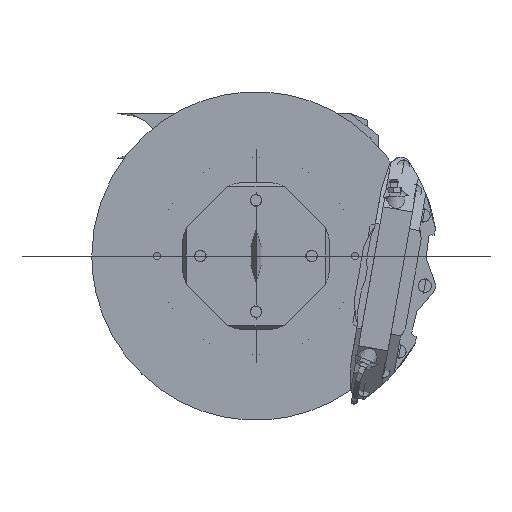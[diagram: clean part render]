
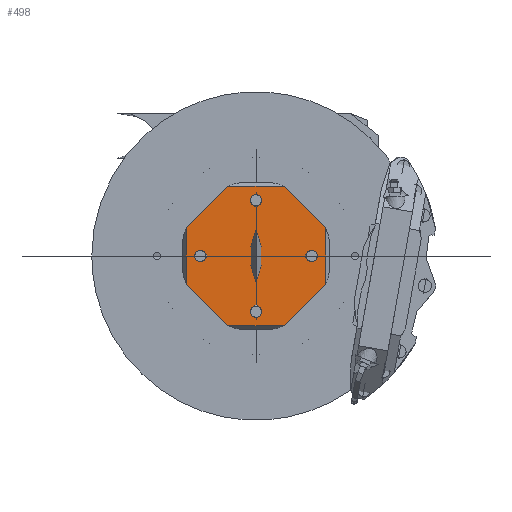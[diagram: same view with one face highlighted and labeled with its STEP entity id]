
A CAD part, front view. The second image highlights one B-rep face of the part: STEP entity #498.
In plain terms, the highlighted planar face has unit normal (0, -1, 0).
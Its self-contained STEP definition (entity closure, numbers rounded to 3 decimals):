
#498=ADVANCED_FACE('',(#1572,#1321),#15370,.T.);
#1321=FACE_BOUND('',#2561,.T.);
#1572=FACE_OUTER_BOUND('',#2560,.T.);
#2560=EDGE_LOOP('',(#4388,#4389,#4390,#4391,#4392,#4393,#4394,#4395));
#2561=EDGE_LOOP('',(#4396,#4397));
#4388=ORIENTED_EDGE('',*,*,#8750,.F.);
#4389=ORIENTED_EDGE('',*,*,#8679,.F.);
#4390=ORIENTED_EDGE('',*,*,#8752,.F.);
#4391=ORIENTED_EDGE('',*,*,#8756,.F.);
#4392=ORIENTED_EDGE('',*,*,#8754,.F.);
#4393=ORIENTED_EDGE('',*,*,#8696,.F.);
#4394=ORIENTED_EDGE('',*,*,#8755,.F.);
#4395=ORIENTED_EDGE('',*,*,#8662,.F.);
#4396=ORIENTED_EDGE('',*,*,#8834,.F.);
#4397=ORIENTED_EDGE('',*,*,#8652,.F.);
#8652=EDGE_CURVE('',#13353,#13466,#10888,.T.);
#8662=EDGE_CURVE('',#13357,#13355,#10896,.T.);
#8679=EDGE_CURVE('',#13369,#13371,#10907,.T.);
#8696=EDGE_CURVE('',#13383,#13385,#10917,.T.);
#8750=EDGE_CURVE('',#13371,#13357,#10951,.T.);
#8752=EDGE_CURVE('',#13421,#13369,#10953,.T.);
#8754=EDGE_CURVE('',#13385,#13420,#10955,.T.);
#8755=EDGE_CURVE('',#13355,#13383,#10956,.T.);
#8756=EDGE_CURVE('',#13420,#13421,#10957,.T.);
#8834=EDGE_CURVE('',#13466,#13353,#11025,.T.);
#10888=(
BOUNDED_CURVE()
B_SPLINE_CURVE(2,(#19696,#19697,#19698,#19699,#19700),.UNSPECIFIED.,.F.,
 .F.)
B_SPLINE_CURVE_WITH_KNOTS((3,2,3),(0.,46.338,92.677),
 .UNSPECIFIED.)
CURVE()
GEOMETRIC_REPRESENTATION_ITEM()
RATIONAL_B_SPLINE_CURVE((1.,0.707,1.,0.707,1.))
REPRESENTATION_ITEM('')
);
#10896=(
BOUNDED_CURVE()
B_SPLINE_CURVE(2,(#19738,#19739,#19740),.UNSPECIFIED.,.F.,.F.)
B_SPLINE_CURVE_WITH_KNOTS((3,3),(-715.93,-664.327),
 .UNSPECIFIED.)
CURVE()
GEOMETRIC_REPRESENTATION_ITEM()
RATIONAL_B_SPLINE_CURVE((1.,0.928,1.))
REPRESENTATION_ITEM('')
);
#10907=(
BOUNDED_CURVE()
B_SPLINE_CURVE(2,(#19803,#19804,#19805),.UNSPECIFIED.,.F.,.F.)
B_SPLINE_CURVE_WITH_KNOTS((3,3),(-715.93,-664.327),
 .UNSPECIFIED.)
CURVE()
GEOMETRIC_REPRESENTATION_ITEM()
RATIONAL_B_SPLINE_CURVE((1.,0.928,1.))
REPRESENTATION_ITEM('')
);
#10917=(
BOUNDED_CURVE()
B_SPLINE_CURVE(2,(#19868,#19869,#19870),.UNSPECIFIED.,.F.,.F.)
B_SPLINE_CURVE_WITH_KNOTS((3,3),(-715.93,-664.327),
 .UNSPECIFIED.)
CURVE()
GEOMETRIC_REPRESENTATION_ITEM()
RATIONAL_B_SPLINE_CURVE((1.,0.928,1.))
REPRESENTATION_ITEM('')
);
#10951=(
BOUNDED_CURVE()
B_SPLINE_CURVE(2,(#20168,#20169,#20170),.UNSPECIFIED.,.F.,.F.)
B_SPLINE_CURVE_WITH_KNOTS((3,3),(-342.067,-286.251),
 .UNSPECIFIED.)
CURVE()
GEOMETRIC_REPRESENTATION_ITEM()
RATIONAL_B_SPLINE_CURVE((1.,0.848,1.))
REPRESENTATION_ITEM('')
);
#10953=(
BOUNDED_CURVE()
B_SPLINE_CURVE(2,(#20173,#20174,#20175),.UNSPECIFIED.,.F.,.F.)
B_SPLINE_CURVE_WITH_KNOTS((3,3),(-449.487,-393.671),
 .UNSPECIFIED.)
CURVE()
GEOMETRIC_REPRESENTATION_ITEM()
RATIONAL_B_SPLINE_CURVE((1.,0.848,1.))
REPRESENTATION_ITEM('')
);
#10955=(
BOUNDED_CURVE()
B_SPLINE_CURVE(2,(#20178,#20179,#20180),.UNSPECIFIED.,.F.,.F.)
B_SPLINE_CURVE_WITH_KNOTS((3,3),(-556.907,-501.091),
 .UNSPECIFIED.)
CURVE()
GEOMETRIC_REPRESENTATION_ITEM()
RATIONAL_B_SPLINE_CURVE((1.,0.848,1.))
REPRESENTATION_ITEM('')
);
#10956=(
BOUNDED_CURVE()
B_SPLINE_CURVE(2,(#20181,#20182,#20183),.UNSPECIFIED.,.F.,.F.)
B_SPLINE_CURVE_WITH_KNOTS((3,3),(-664.327,-608.511),
 .UNSPECIFIED.)
CURVE()
GEOMETRIC_REPRESENTATION_ITEM()
RATIONAL_B_SPLINE_CURVE((1.,0.848,1.))
REPRESENTATION_ITEM('')
);
#10957=(
BOUNDED_CURVE()
B_SPLINE_CURVE(2,(#20184,#20185,#20186),.UNSPECIFIED.,.F.,.F.)
B_SPLINE_CURVE_WITH_KNOTS((3,3),(-715.93,-664.327),
 .UNSPECIFIED.)
CURVE()
GEOMETRIC_REPRESENTATION_ITEM()
RATIONAL_B_SPLINE_CURVE((1.,0.928,1.))
REPRESENTATION_ITEM('')
);
#11025=(
BOUNDED_CURVE()
B_SPLINE_CURVE(2,(#20478,#20479,#20480,#20481,#20482),.UNSPECIFIED.,.F.,
 .F.)
B_SPLINE_CURVE_WITH_KNOTS((3,2,3),(92.677,139.015,185.354),
 .UNSPECIFIED.)
CURVE()
GEOMETRIC_REPRESENTATION_ITEM()
RATIONAL_B_SPLINE_CURVE((1.,0.707,1.,0.707,1.))
REPRESENTATION_ITEM('')
);
#13353=VERTEX_POINT('',#19530);
#13355=VERTEX_POINT('',#19532);
#13357=VERTEX_POINT('',#19534);
#13369=VERTEX_POINT('',#19546);
#13371=VERTEX_POINT('',#19548);
#13383=VERTEX_POINT('',#19560);
#13385=VERTEX_POINT('',#19562);
#13420=VERTEX_POINT('',#19597);
#13421=VERTEX_POINT('',#19598);
#13466=VERTEX_POINT('',#19643);
#15370=PLANE('',#15652);
#15652=AXIS2_PLACEMENT_3D('',#18760,#15919,$);
#15919=DIRECTION('',(0.,-1.,0.));
#18760=CARTESIAN_POINT('',(84.375,-826.5,87.625));
#19530=CARTESIAN_POINT('',(0.,-826.5,201.5));
#19532=CARTESIAN_POINT('',(25.178,-826.5,234.628));
#19534=CARTESIAN_POINT('',(-25.178,-826.5,234.628));
#19546=CARTESIAN_POINT('',(-62.628,-826.5,146.822));
#19548=CARTESIAN_POINT('',(-62.628,-826.5,197.178));
#19560=CARTESIAN_POINT('',(62.628,-826.5,197.178));
#19562=CARTESIAN_POINT('',(62.628,-826.5,146.822));
#19597=CARTESIAN_POINT('',(25.178,-826.5,109.372));
#19598=CARTESIAN_POINT('',(-25.178,-826.5,109.372));
#19643=CARTESIAN_POINT('',(0.,-826.5,142.5));
#19696=CARTESIAN_POINT('',(0.,-826.5,201.5));
#19697=CARTESIAN_POINT('',(-29.5,-826.5,201.5));
#19698=CARTESIAN_POINT('',(-29.5,-826.5,172.));
#19699=CARTESIAN_POINT('',(-29.5,-826.5,142.5));
#19700=CARTESIAN_POINT('',(0.,-826.5,142.5));
#19738=CARTESIAN_POINT('',(-25.178,-826.5,234.628));
#19739=CARTESIAN_POINT('',(0.,-826.5,244.751));
#19740=CARTESIAN_POINT('',(25.178,-826.5,234.628));
#19803=CARTESIAN_POINT('',(-62.628,-826.5,146.822));
#19804=CARTESIAN_POINT('',(-72.751,-826.5,172.));
#19805=CARTESIAN_POINT('',(-62.628,-826.5,197.178));
#19868=CARTESIAN_POINT('',(62.628,-826.5,197.178));
#19869=CARTESIAN_POINT('',(72.751,-826.5,172.));
#19870=CARTESIAN_POINT('',(62.628,-826.5,146.822));
#20168=CARTESIAN_POINT('',(-62.628,-826.5,197.178));
#20169=CARTESIAN_POINT('',(-32.211,-826.5,204.211));
#20170=CARTESIAN_POINT('',(-25.178,-826.5,234.628));
#20173=CARTESIAN_POINT('',(-25.178,-826.5,109.372));
#20174=CARTESIAN_POINT('',(-32.211,-826.5,139.789));
#20175=CARTESIAN_POINT('',(-62.628,-826.5,146.822));
#20178=CARTESIAN_POINT('',(62.628,-826.5,146.822));
#20179=CARTESIAN_POINT('',(32.211,-826.5,139.789));
#20180=CARTESIAN_POINT('',(25.178,-826.5,109.372));
#20181=CARTESIAN_POINT('',(25.178,-826.5,234.628));
#20182=CARTESIAN_POINT('',(32.211,-826.5,204.211));
#20183=CARTESIAN_POINT('',(62.628,-826.5,197.178));
#20184=CARTESIAN_POINT('',(25.178,-826.5,109.372));
#20185=CARTESIAN_POINT('',(0.,-826.5,99.249));
#20186=CARTESIAN_POINT('',(-25.178,-826.5,109.372));
#20478=CARTESIAN_POINT('',(0.,-826.5,142.5));
#20479=CARTESIAN_POINT('',(29.5,-826.5,142.5));
#20480=CARTESIAN_POINT('',(29.5,-826.5,172.));
#20481=CARTESIAN_POINT('',(29.5,-826.5,201.5));
#20482=CARTESIAN_POINT('',(0.,-826.5,201.5));
